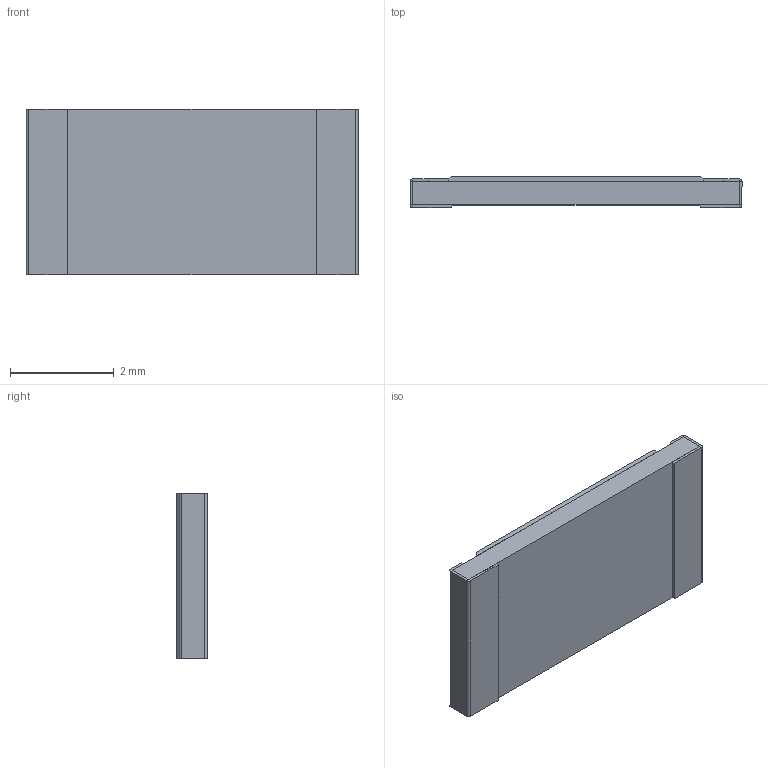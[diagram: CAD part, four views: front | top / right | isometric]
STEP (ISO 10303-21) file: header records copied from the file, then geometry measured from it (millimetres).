
FILE_DESCRIPTION (( 'STEP AP214' ), '1' );
FILE_NAME ('CR2512-R100.STEP', '2023-10-11T07:57:01', ( '' ), ( '' ), 'SwSTEP 2.0', 'SolidWorks 2023', '' );
FILE_SCHEMA (( 'AUTOMOTIVE_DESIGN' ));
Length unit declared in the file: millimetre
Products named in the file (1): CR2512-R100
Bounding box: 6.4 x 0.6 x 3.2 mm (x, y, z)
Volume: 11.2 mm3; surface area: 107.9 mm2
Topology: 4 solids, 4 shells, 109 faces, 250 edges, 156 vertices
Faces by surface type: plane 82, bspline 23, cylinder 4
Entity records: 5967 total; most frequent: CARTESIAN_POINT 2419, ORIENTED_EDGE 500, DIRECTION 386, EDGE_CURVE 250, LINE 196, VECTOR 196, VERTEX_POINT 156, EDGE_LOOP 116
